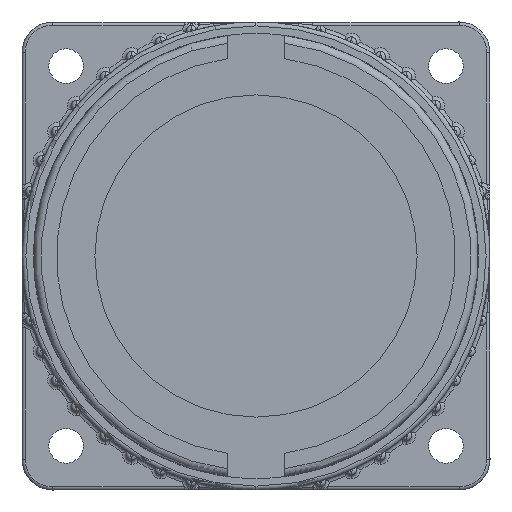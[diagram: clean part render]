
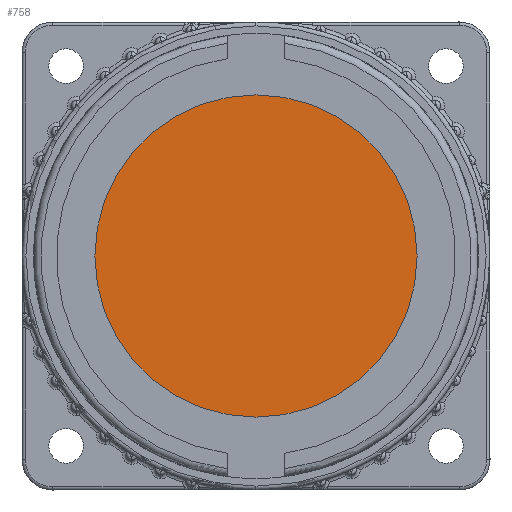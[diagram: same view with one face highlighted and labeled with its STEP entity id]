
A CAD part, front view. The second image highlights one B-rep face of the part: STEP entity #758.
In plain terms, the highlighted planar face has unit normal (0, -1, 0).
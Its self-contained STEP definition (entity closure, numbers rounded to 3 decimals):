
#359 = AXIS2_PLACEMENT_3D ( 'NONE', #7635, #7622, #7608 ) ;
#758 = ADVANCED_FACE ( 'NONE', ( #4532 ), #9255, .T. ) ;
#2068 = VERTEX_POINT ( 'NONE', #6259 ) ;
#3082 = CARTESIAN_POINT ( 'NONE',  ( 0., -66.7, 21. ) ) ;
#3444 = EDGE_LOOP ( 'NONE', ( #9921, #10087 ) ) ;
#3565 = EDGE_CURVE ( 'NONE', #2068, #13353, #14238, .T. ) ;
#4192 = EDGE_CURVE ( 'NONE', #13353, #2068, #13183, .T. ) ;
#4532 = FACE_OUTER_BOUND ( 'NONE', #3444, .T. ) ;
#4905 = AXIS2_PLACEMENT_3D ( 'NONE', #9040, #9378, #9007 ) ;
#6259 = CARTESIAN_POINT ( 'NONE',  ( 0., -66.7, -21. ) ) ;
#7608 = DIRECTION ( 'NONE',  ( 0., 0., -1. ) ) ;
#7622 = DIRECTION ( 'NONE',  ( 0., -1., 0. ) ) ;
#7635 = CARTESIAN_POINT ( 'NONE',  ( 0., -66.7, 0. ) ) ;
#9007 = DIRECTION ( 'NONE',  ( 0., 0., -1. ) ) ;
#9040 = CARTESIAN_POINT ( 'NONE',  ( 0., -66.7, 0. ) ) ;
#9255 = PLANE ( 'NONE',  #4905 ) ;
#9378 = DIRECTION ( 'NONE',  ( 0., -1., 0. ) ) ;
#9921 = ORIENTED_EDGE ( 'NONE', *, *, #3565, .T. ) ;
#10087 = ORIENTED_EDGE ( 'NONE', *, *, #4192, .T. ) ;
#10954 = AXIS2_PLACEMENT_3D ( 'NONE', #13664, #13637, #13635 ) ;
#13183 = CIRCLE ( 'NONE', #359, 21. ) ;
#13353 = VERTEX_POINT ( 'NONE', #3082 ) ;
#13635 = DIRECTION ( 'NONE',  ( 0., 0., -1. ) ) ;
#13637 = DIRECTION ( 'NONE',  ( 0., -1., 0. ) ) ;
#13664 = CARTESIAN_POINT ( 'NONE',  ( 0., -66.7, 0. ) ) ;
#14238 = CIRCLE ( 'NONE', #10954, 21. ) ;
